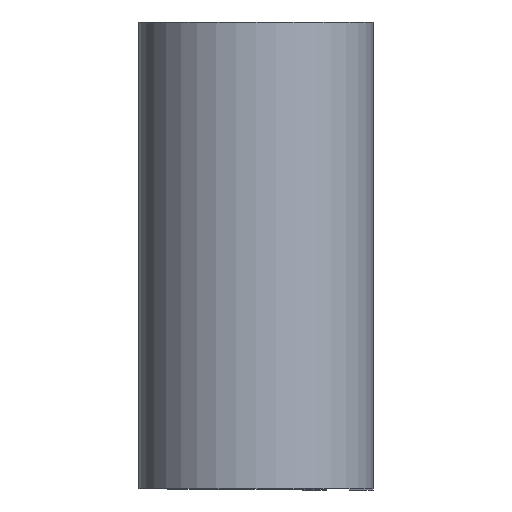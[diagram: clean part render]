
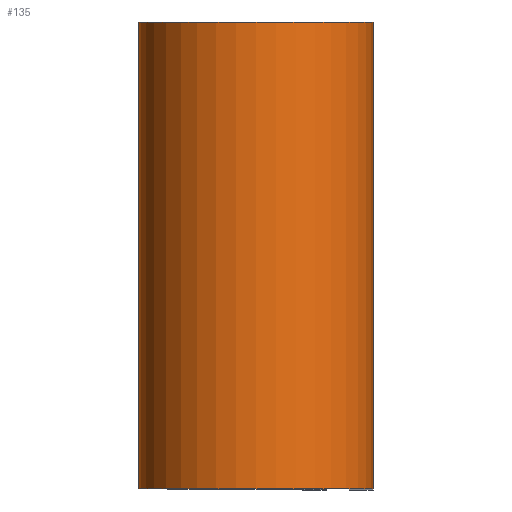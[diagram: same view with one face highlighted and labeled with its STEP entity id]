
A CAD part, top view. The second image highlights one B-rep face of the part: STEP entity #135.
In plain terms, the highlighted cylindrical face has radius 3.988 mm (diameter 7.976 mm), a partial arc.
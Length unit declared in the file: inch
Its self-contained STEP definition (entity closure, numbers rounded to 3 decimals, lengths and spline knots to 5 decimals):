
#17 = EDGE_CURVE ( 'NONE', #87, #486, #494, .T. ) ;
#40 = DIRECTION ( 'NONE',  ( 0., 1., 0. ) ) ;
#65 = VERTEX_POINT ( 'NONE', #446 ) ;
#69 = CIRCLE ( 'NONE', #75, 0.157 ) ;
#75 = AXIS2_PLACEMENT_3D ( 'NONE', #243, #533, #291 ) ;
#87 = VERTEX_POINT ( 'NONE', #229 ) ;
#131 = CARTESIAN_POINT ( 'NONE',  ( 0., 0.3125, -0.157 ) ) ;
#135 = ADVANCED_FACE ( 'NONE', ( #532 ), #568, .T. ) ;
#181 = ORIENTED_EDGE ( 'NONE', *, *, #17, .T. ) ;
#229 = CARTESIAN_POINT ( 'NONE',  ( 0., -0.3125, -0.157 ) ) ;
#243 = CARTESIAN_POINT ( 'NONE',  ( 0., 0.3125, 0. ) ) ;
#246 = CARTESIAN_POINT ( 'NONE',  ( 0.157, -0.3125, 0. ) ) ;
#274 = ORIENTED_EDGE ( 'NONE', *, *, #626, .T. ) ;
#282 = LINE ( 'NONE', #616, #294 ) ;
#286 = CARTESIAN_POINT ( 'NONE',  ( 0., 0.3125, 0. ) ) ;
#287 = EDGE_CURVE ( 'NONE', #65, #486, #701, .T. ) ;
#291 = DIRECTION ( 'NONE',  ( 1., 0., 0. ) ) ;
#294 = VECTOR ( 'NONE', #668, 39.37008 ) ;
#316 = ORIENTED_EDGE ( 'NONE', *, *, #585, .F. ) ;
#343 = DIRECTION ( 'NONE',  ( 0., -1., 0. ) ) ;
#386 = AXIS2_PLACEMENT_3D ( 'NONE', #286, #343, #451 ) ;
#392 = DIRECTION ( 'NONE',  ( 1., 0., 0. ) ) ;
#443 = CARTESIAN_POINT ( 'NONE',  ( 0., -0.3125, 0. ) ) ;
#446 = CARTESIAN_POINT ( 'NONE',  ( 0.157, 0.3125, 0. ) ) ;
#451 = DIRECTION ( 'NONE',  ( 0., 0., -1. ) ) ;
#460 = EDGE_LOOP ( 'NONE', ( #181, #508, #316, #274 ) ) ;
#483 = AXIS2_PLACEMENT_3D ( 'NONE', #443, #40, #392 ) ;
#486 = VERTEX_POINT ( 'NONE', #246 ) ;
#494 = CIRCLE ( 'NONE', #483, 0.157 ) ;
#508 = ORIENTED_EDGE ( 'NONE', *, *, #287, .F. ) ;
#532 = FACE_OUTER_BOUND ( 'NONE', #460, .T. ) ;
#533 = DIRECTION ( 'NONE',  ( 0., 1., 0. ) ) ;
#555 = VERTEX_POINT ( 'NONE', #131 ) ;
#568 = CYLINDRICAL_SURFACE ( 'NONE', #386, 0.157 ) ;
#585 = EDGE_CURVE ( 'NONE', #555, #65, #69, .T. ) ;
#616 = CARTESIAN_POINT ( 'NONE',  ( 0., 0.3125, -0.157 ) ) ;
#626 = EDGE_CURVE ( 'NONE', #555, #87, #282, .T. ) ;
#668 = DIRECTION ( 'NONE',  ( 0., -1., 0. ) ) ;
#701 = LINE ( 'NONE', #715, #735 ) ;
#704 = DIRECTION ( 'NONE',  ( 0., -1., 0. ) ) ;
#715 = CARTESIAN_POINT ( 'NONE',  ( 0.157, 0.3125, 0. ) ) ;
#735 = VECTOR ( 'NONE', #704, 39.37008 ) ;
